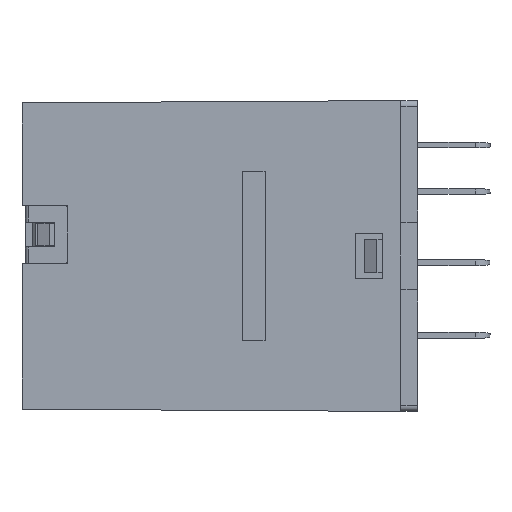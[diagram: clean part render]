
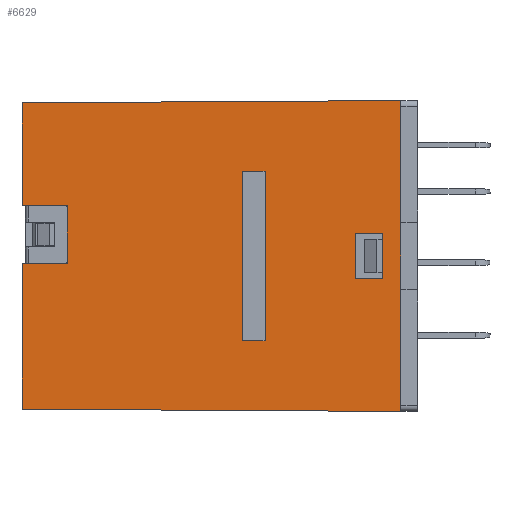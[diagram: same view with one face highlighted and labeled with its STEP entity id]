
A CAD part, left-side view. The second image highlights one B-rep face of the part: STEP entity #6629.
In plain terms, the highlighted face is planar.
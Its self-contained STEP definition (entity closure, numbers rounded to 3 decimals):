
#61 = CARTESIAN_POINT ( 'NONE',  ( 2., 1.6, -10.49 ) ) ;
#71 = CARTESIAN_POINT ( 'NONE',  ( 0.65, 33.5, -10.3 ) ) ;
#80 = LINE ( 'NONE', #3087, #1730 ) ;
#160 = LINE ( 'NONE', #799, #2814 ) ;
#288 = ORIENTED_EDGE ( 'NONE', *, *, #4224, .F. ) ;
#716 = LINE ( 'NONE', #1613, #1141 ) ;
#799 = CARTESIAN_POINT ( 'NONE',  ( -2., 33.5, -10.3 ) ) ;
#810 = CARTESIAN_POINT ( 'NONE',  ( 13.75, 0., -10.5 ) ) ;
#820 = VECTOR ( 'NONE', #6842, 1000. ) ;
#868 = VERTEX_POINT ( 'NONE', #4362 ) ;
#902 = LINE ( 'NONE', #3917, #3778 ) ;
#993 = B_SPLINE_CURVE_WITH_KNOTS ( 'NONE', 3,
 ( #7955, #1373, #6551, #3502 ),
 .UNSPECIFIED., .F., .F.,
 ( 4, 4 ),
 ( 0.664, 1. ),
 .UNSPECIFIED. ) ;
#1048 = CARTESIAN_POINT ( 'NONE',  ( 13.55, 33.5, -10.3 ) ) ;
#1080 = EDGE_CURVE ( 'NONE', #8209, #7957, #1107, .T. ) ;
#1107 = LINE ( 'NONE', #1944, #8312 ) ;
#1141 = VECTOR ( 'NONE', #7587, 1000. ) ;
#1150 = FACE_BOUND ( 'NONE', #7055, .T. ) ;
#1194 = CARTESIAN_POINT ( 'NONE',  ( 13.55, 33.5, -10.3 ) ) ;
#1272 = CARTESIAN_POINT ( 'NONE',  ( 13.55, 29.5, -10.324 ) ) ;
#1335 = EDGE_CURVE ( 'NONE', #4959, #868, #5092, .T. ) ;
#1343 = CARTESIAN_POINT ( 'NONE',  ( -4.45, 33.5, -10.3 ) ) ;
#1373 = CARTESIAN_POINT ( 'NONE',  ( -7.483, 33.5, -10.3 ) ) ;
#1383 = VECTOR ( 'NONE', #6837, 1000. ) ;
#1572 = CARTESIAN_POINT ( 'NONE',  ( 13.55, 33.5, -10.3 ) ) ;
#1613 = CARTESIAN_POINT ( 'NONE',  ( 13.55, 4., -10.476 ) ) ;
#1709 = LINE ( 'NONE', #4721, #9143 ) ;
#1730 = VECTOR ( 'NONE', #9126, 1000. ) ;
#1743 = DIRECTION ( 'NONE',  ( 0.006, -1., -0.006 ) ) ;
#1766 = DIRECTION ( 'NONE',  ( 0., -1., -0.006 ) ) ;
#1778 = ORIENTED_EDGE ( 'NONE', *, *, #3751, .T. ) ;
#1944 = CARTESIAN_POINT ( 'NONE',  ( -13.55, 33.5, -10.3 ) ) ;
#2007 = LINE ( 'NONE', #1272, #820 ) ;
#2034 = VERTEX_POINT ( 'NONE', #8770 ) ;
#2081 = EDGE_CURVE ( 'NONE', #6013, #5239, #7163, .T. ) ;
#2151 = CARTESIAN_POINT ( 'NONE',  ( -4.583, 0., -10.5 ) ) ;
#2166 = EDGE_CURVE ( 'NONE', #5239, #5070, #3829, .T. ) ;
#2243 = VERTEX_POINT ( 'NONE', #9222 ) ;
#2315 = ORIENTED_EDGE ( 'NONE', *, *, #7484, .F. ) ;
#2436 = DIRECTION ( 'NONE',  ( -1., 0., 0. ) ) ;
#2490 = EDGE_CURVE ( 'NONE', #9784, #7825, #7489, .T. ) ;
#2578 = FACE_BOUND ( 'NONE', #8726, .T. ) ;
#2814 = VECTOR ( 'NONE', #3113, 1000. ) ;
#2935 = CARTESIAN_POINT ( 'NONE',  ( 4.583, 0., -10.5 ) ) ;
#3078 = CARTESIAN_POINT ( 'NONE',  ( 4.95, 33.5, -10.3 ) ) ;
#3087 = CARTESIAN_POINT ( 'NONE',  ( 7.5, 12., -10.428 ) ) ;
#3113 = DIRECTION ( 'NONE',  ( 0., 1., 0.006 ) ) ;
#3136 = ORIENTED_EDGE ( 'NONE', *, *, #2490, .F. ) ;
#3169 = CARTESIAN_POINT ( 'NONE',  ( 0.65, 33.5, -10.3 ) ) ;
#3304 = DIRECTION ( 'NONE',  ( 1., 0., 0. ) ) ;
#3344 = CARTESIAN_POINT ( 'NONE',  ( -2., 1.6, -10.49 ) ) ;
#3413 = ORIENTED_EDGE ( 'NONE', *, *, #5307, .F. ) ;
#3502 = CARTESIAN_POINT ( 'NONE',  ( -13.55, 33.5, -10.3 ) ) ;
#3606 = VERTEX_POINT ( 'NONE', #4233 ) ;
#3751 = EDGE_CURVE ( 'NONE', #2034, #3606, #80, .T. ) ;
#3778 = VECTOR ( 'NONE', #2436, 1000. ) ;
#3829 = LINE ( 'NONE', #6686, #1383 ) ;
#3878 = CARTESIAN_POINT ( 'NONE',  ( -7.5, 14., -10.416 ) ) ;
#3915 = EDGE_CURVE ( 'NONE', #2243, #6496, #1709, .T. ) ;
#3917 = CARTESIAN_POINT ( 'NONE',  ( 13.55, 1.6, -10.49 ) ) ;
#3921 = VECTOR ( 'NONE', #1743, 1000. ) ;
#3955 = ORIENTED_EDGE ( 'NONE', *, *, #5398, .T. ) ;
#3969 = ORIENTED_EDGE ( 'NONE', *, *, #2081, .F. ) ;
#4008 = LINE ( 'NONE', #1048, #3921 ) ;
#4010 = PLANE ( 'NONE',  #7259 ) ;
#4142 = VERTEX_POINT ( 'NONE', #810 ) ;
#4206 = CARTESIAN_POINT ( 'NONE',  ( -4.45, 29.5, -10.324 ) ) ;
#4212 = CARTESIAN_POINT ( 'NONE',  ( -13.75, 0., -10.5 ) ) ;
#4224 = EDGE_CURVE ( 'NONE', #6496, #8174, #902, .T. ) ;
#4233 = CARTESIAN_POINT ( 'NONE',  ( 7.5, 14., -10.416 ) ) ;
#4347 = DIRECTION ( 'NONE',  ( 0., 1., 0.006 ) ) ;
#4362 = CARTESIAN_POINT ( 'NONE',  ( -4.45, 33.5, -10.3 ) ) ;
#4516 = CARTESIAN_POINT ( 'NONE',  ( -7.5, 12., -10.428 ) ) ;
#4565 = B_SPLINE_CURVE_WITH_KNOTS ( 'NONE', 3,
 ( #8924, #2935, #2151, #8239 ),
 .UNSPECIFIED., .F., .F.,
 ( 4, 4 ),
 ( 0., 1. ),
 .UNSPECIFIED. ) ;
#4721 = CARTESIAN_POINT ( 'NONE',  ( 2., 33.5, -10.3 ) ) ;
#4847 = ORIENTED_EDGE ( 'NONE', *, *, #5929, .F. ) ;
#4959 = VERTEX_POINT ( 'NONE', #4206 ) ;
#5052 = VECTOR ( 'NONE', #6212, 1000. ) ;
#5070 = VERTEX_POINT ( 'NONE', #5878 ) ;
#5092 = LINE ( 'NONE', #1343, #7683 ) ;
#5213 = DIRECTION ( 'NONE',  ( 0., 1., 0.006 ) ) ;
#5239 = VERTEX_POINT ( 'NONE', #3169 ) ;
#5307 = EDGE_CURVE ( 'NONE', #8174, #5312, #160, .T. ) ;
#5312 = VERTEX_POINT ( 'NONE', #8264 ) ;
#5323 = ORIENTED_EDGE ( 'NONE', *, *, #9775, .T. ) ;
#5398 = EDGE_CURVE ( 'NONE', #6013, #4142, #4008, .T. ) ;
#5490 = DIRECTION ( 'NONE',  ( 0., 1., 0.006 ) ) ;
#5806 = EDGE_CURVE ( 'NONE', #9784, #2034, #9297, .T. ) ;
#5878 = CARTESIAN_POINT ( 'NONE',  ( 0.65, 29.5, -10.324 ) ) ;
#5895 = CARTESIAN_POINT ( 'NONE',  ( -7.5, 12., -10.428 ) ) ;
#5929 = EDGE_CURVE ( 'NONE', #868, #8209, #993, .T. ) ;
#5943 = VECTOR ( 'NONE', #5213, 1000. ) ;
#6013 = VERTEX_POINT ( 'NONE', #1572 ) ;
#6212 = DIRECTION ( 'NONE',  ( 1., 0., 0. ) ) ;
#6253 = CARTESIAN_POINT ( 'NONE',  ( -13.55, 33.5, -10.3 ) ) ;
#6296 = ORIENTED_EDGE ( 'NONE', *, *, #1080, .F. ) ;
#6328 = DIRECTION ( 'NONE',  ( 0., 0.006, -1. ) ) ;
#6368 = ORIENTED_EDGE ( 'NONE', *, *, #2166, .F. ) ;
#6428 = DIRECTION ( 'NONE',  ( -0.006, -1., -0.006 ) ) ;
#6496 = VERTEX_POINT ( 'NONE', #61 ) ;
#6551 = CARTESIAN_POINT ( 'NONE',  ( -10.517, 33.5, -10.3 ) ) ;
#6629 = ADVANCED_FACE ( 'NONE', ( #2578, #9404, #1150 ), #4010, .T. ) ;
#6686 = CARTESIAN_POINT ( 'NONE',  ( 0.65, 33.5, -10.3 ) ) ;
#6837 = DIRECTION ( 'NONE',  ( 0., -1., -0.006 ) ) ;
#6842 = DIRECTION ( 'NONE',  ( 1., 0., 0. ) ) ;
#7055 = EDGE_LOOP ( 'NONE', ( #3413, #288, #7784, #7218 ) ) ;
#7111 = CARTESIAN_POINT ( 'NONE',  ( -7.5, 12., -10.428 ) ) ;
#7163 = B_SPLINE_CURVE_WITH_KNOTS ( 'NONE', 3,
 ( #8968, #8326, #3078, #71 ),
 .UNSPECIFIED., .F., .F.,
 ( 4, 4 ),
 ( 0., 0.476 ),
 .UNSPECIFIED. ) ;
#7218 = ORIENTED_EDGE ( 'NONE', *, *, #9652, .F. ) ;
#7259 = AXIS2_PLACEMENT_3D ( 'NONE', #1194, #6328, #5490 ) ;
#7484 = EDGE_CURVE ( 'NONE', #7825, #3606, #7798, .T. ) ;
#7489 = LINE ( 'NONE', #4516, #5943 ) ;
#7587 = DIRECTION ( 'NONE',  ( 1., 0., 0. ) ) ;
#7683 = VECTOR ( 'NONE', #4347, 1000. ) ;
#7784 = ORIENTED_EDGE ( 'NONE', *, *, #3915, .F. ) ;
#7798 = LINE ( 'NONE', #8548, #5052 ) ;
#7825 = VERTEX_POINT ( 'NONE', #3878 ) ;
#7955 = CARTESIAN_POINT ( 'NONE',  ( -4.45, 33.5, -10.3 ) ) ;
#7957 = VERTEX_POINT ( 'NONE', #4212 ) ;
#8174 = VERTEX_POINT ( 'NONE', #3344 ) ;
#8202 = VECTOR ( 'NONE', #3304, 1000. ) ;
#8209 = VERTEX_POINT ( 'NONE', #6253 ) ;
#8239 = CARTESIAN_POINT ( 'NONE',  ( -13.75, 0., -10.5 ) ) ;
#8264 = CARTESIAN_POINT ( 'NONE',  ( -2., 4., -10.476 ) ) ;
#8312 = VECTOR ( 'NONE', #6428, 1000. ) ;
#8326 = CARTESIAN_POINT ( 'NONE',  ( 9.25, 33.5, -10.3 ) ) ;
#8548 = CARTESIAN_POINT ( 'NONE',  ( -7.5, 14., -10.416 ) ) ;
#8726 = EDGE_LOOP ( 'NONE', ( #3136, #9280, #1778, #2315 ) ) ;
#8770 = CARTESIAN_POINT ( 'NONE',  ( 7.5, 12., -10.428 ) ) ;
#8924 = CARTESIAN_POINT ( 'NONE',  ( 13.75, 0., -10.5 ) ) ;
#8968 = CARTESIAN_POINT ( 'NONE',  ( 13.55, 33.5, -10.3 ) ) ;
#9126 = DIRECTION ( 'NONE',  ( 0., 1., 0.006 ) ) ;
#9143 = VECTOR ( 'NONE', #1766, 1000. ) ;
#9222 = CARTESIAN_POINT ( 'NONE',  ( 2., 4., -10.476 ) ) ;
#9280 = ORIENTED_EDGE ( 'NONE', *, *, #5806, .T. ) ;
#9297 = LINE ( 'NONE', #7111, #8202 ) ;
#9342 = ORIENTED_EDGE ( 'NONE', *, *, #1335, .F. ) ;
#9372 = ORIENTED_EDGE ( 'NONE', *, *, #9643, .T. ) ;
#9404 = FACE_OUTER_BOUND ( 'NONE', #9561, .T. ) ;
#9561 = EDGE_LOOP ( 'NONE', ( #9372, #6368, #3969, #3955, #5323, #6296, #4847, #9342 ) ) ;
#9643 = EDGE_CURVE ( 'NONE', #4959, #5070, #2007, .T. ) ;
#9652 = EDGE_CURVE ( 'NONE', #5312, #2243, #716, .T. ) ;
#9775 = EDGE_CURVE ( 'NONE', #4142, #7957, #4565, .T. ) ;
#9784 = VERTEX_POINT ( 'NONE', #5895 ) ;
